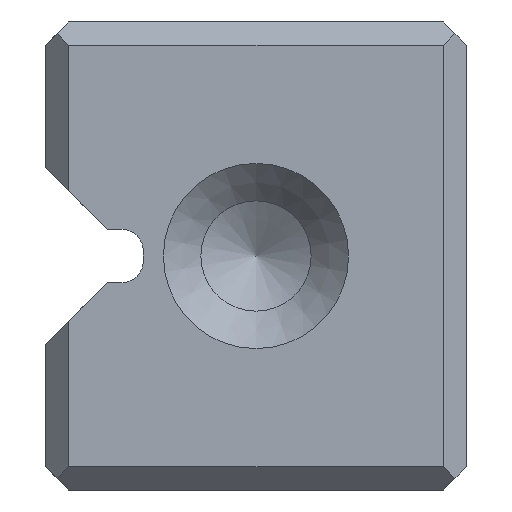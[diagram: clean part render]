
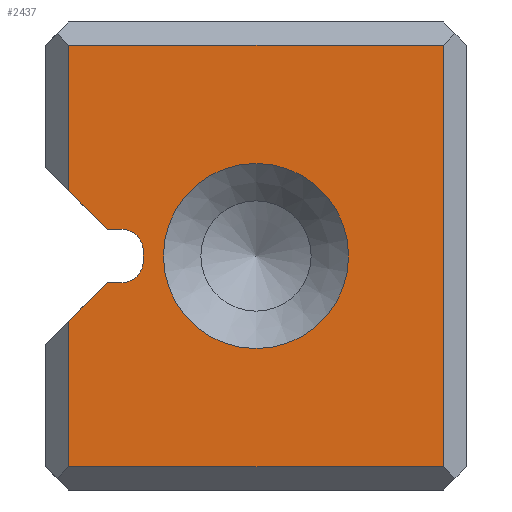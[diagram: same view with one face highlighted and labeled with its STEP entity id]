
A CAD part, left-side view. The second image highlights one B-rep face of the part: STEP entity #2437.
In plain terms, the highlighted planar face has unit normal (-1, 0, 0).
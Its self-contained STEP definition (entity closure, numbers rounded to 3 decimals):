
#2437=ADVANCED_FACE('',(#3266,#3267),#2785,.T.);
#2785=PLANE('',#8356);
#3019=CIRCLE('',#8353,4.35);
#3020=CIRCLE('',#8354,1.);
#3021=CIRCLE('',#8355,1.);
#3266=FACE_BOUND('',#3384,.T.);
#3267=FACE_BOUND('',#3385,.T.);
#3384=EDGE_LOOP('',(#4010));
#3385=EDGE_LOOP('',(#4011,#4012,#4013,#4014,#4015,#4016,#4017,#4018,#4019,
#4020,#4021,#4022));
#4010=ORIENTED_EDGE('',*,*,#6376,.T.);
#4011=ORIENTED_EDGE('',*,*,#6377,.T.);
#4012=ORIENTED_EDGE('',*,*,#6378,.T.);
#4013=ORIENTED_EDGE('',*,*,#6379,.T.);
#4014=ORIENTED_EDGE('',*,*,#6380,.T.);
#4015=ORIENTED_EDGE('',*,*,#6381,.T.);
#4016=ORIENTED_EDGE('',*,*,#6382,.T.);
#4017=ORIENTED_EDGE('',*,*,#6383,.T.);
#4018=ORIENTED_EDGE('',*,*,#6384,.T.);
#4019=ORIENTED_EDGE('',*,*,#6385,.T.);
#4020=ORIENTED_EDGE('',*,*,#6386,.F.);
#4021=ORIENTED_EDGE('',*,*,#6387,.F.);
#4022=ORIENTED_EDGE('',*,*,#6388,.T.);
#5774=VERTEX_POINT('',#10616);
#5775=VERTEX_POINT('',#10618);
#5776=VERTEX_POINT('',#10619);
#5777=VERTEX_POINT('',#10621);
#5778=VERTEX_POINT('',#10623);
#5779=VERTEX_POINT('',#10625);
#5780=VERTEX_POINT('',#10627);
#5781=VERTEX_POINT('',#10629);
#5782=VERTEX_POINT('',#10631);
#5783=VERTEX_POINT('',#10633);
#5784=VERTEX_POINT('',#10635);
#5785=VERTEX_POINT('',#10637);
#5786=VERTEX_POINT('',#10639);
#6376=EDGE_CURVE('',#5774,#5774,#3019,.T.);
#6377=EDGE_CURVE('',#5775,#5776,#7177,.T.);
#6378=EDGE_CURVE('',#5776,#5777,#7178,.T.);
#6379=EDGE_CURVE('',#5777,#5778,#7179,.T.);
#6380=EDGE_CURVE('',#5778,#5779,#7180,.T.);
#6381=EDGE_CURVE('',#5779,#5780,#7181,.T.);
#6382=EDGE_CURVE('',#5780,#5781,#7182,.T.);
#6383=EDGE_CURVE('',#5781,#5782,#3020,.T.);
#6384=EDGE_CURVE('',#5782,#5783,#7183,.T.);
#6385=EDGE_CURVE('',#5783,#5784,#3021,.T.);
#6386=EDGE_CURVE('',#5785,#5784,#7184,.T.);
#6387=EDGE_CURVE('',#5786,#5785,#7185,.T.);
#6388=EDGE_CURVE('',#5786,#5775,#7186,.T.);
#7177=LINE('',#10617,#7839);
#7178=LINE('',#10620,#7840);
#7179=LINE('',#10622,#7841);
#7180=LINE('',#10624,#7842);
#7181=LINE('',#10626,#7843);
#7182=LINE('',#10628,#7844);
#7183=LINE('',#10632,#7845);
#7184=LINE('',#10636,#7846);
#7185=LINE('',#10638,#7847);
#7186=LINE('',#10640,#7848);
#7839=VECTOR('',#8816,1.);
#7840=VECTOR('',#8817,1.);
#7841=VECTOR('',#8818,1.);
#7842=VECTOR('',#8819,1.);
#7843=VECTOR('',#8820,1.);
#7844=VECTOR('',#8821,1.);
#7845=VECTOR('',#8824,1.);
#7846=VECTOR('',#8827,1.);
#7847=VECTOR('',#8828,1.);
#7848=VECTOR('',#8829,1.);
#8353=AXIS2_PLACEMENT_3D('',#10615,#8814,#8815);
#8354=AXIS2_PLACEMENT_3D('',#10630,#8822,#8823);
#8355=AXIS2_PLACEMENT_3D('',#10634,#8825,#8826);
#8356=AXIS2_PLACEMENT_3D('',#10641,#8830,#8831);
#8814=DIRECTION('',(1.,0.,0.));
#8815=DIRECTION('',(0.,0.,-1.));
#8816=DIRECTION('',(0.,-1.,0.));
#8817=DIRECTION('',(0.,0.,1.));
#8818=DIRECTION('',(0.,1.,0.));
#8819=DIRECTION('',(0.,0.,-1.));
#8820=DIRECTION('',(0.,-0.707,-0.707));
#8821=DIRECTION('',(0.,-1.,0.));
#8822=DIRECTION('',(1.,0.,0.));
#8823=DIRECTION('',(0.,0.,1.));
#8824=DIRECTION('',(0.,0.,-1.));
#8825=DIRECTION('',(1.,0.,0.));
#8826=DIRECTION('',(0.,0.,1.));
#8827=DIRECTION('',(0.,-1.,0.));
#8828=DIRECTION('',(0.,-0.707,0.707));
#8829=DIRECTION('',(0.,0.,-1.));
#8830=DIRECTION('',(-1.,0.,0.));
#8831=DIRECTION('',(0.,0.,-1.));
#10615=CARTESIAN_POINT('',(0.,9.9,11.));
#10616=CARTESIAN_POINT('',(0.,9.9,6.65));
#10617=CARTESIAN_POINT('',(0.,9.9,1.1));
#10618=CARTESIAN_POINT('',(0.,18.7,1.1));
#10619=CARTESIAN_POINT('',(0.,1.1,1.1));
#10620=CARTESIAN_POINT('',(0.,1.1,0.));
#10621=CARTESIAN_POINT('',(0.,1.1,20.9));
#10622=CARTESIAN_POINT('',(0.,9.9,20.9));
#10623=CARTESIAN_POINT('',(0.,18.7,20.9));
#10624=CARTESIAN_POINT('',(0.,18.7,0.));
#10625=CARTESIAN_POINT('',(0.,18.7,14.064));
#10626=CARTESIAN_POINT('',(0.,19.8,15.164));
#10627=CARTESIAN_POINT('',(0.,16.886,12.25));
#10628=CARTESIAN_POINT('',(0.,15.2,12.25));
#10629=CARTESIAN_POINT('',(0.,16.2,12.25));
#10630=CARTESIAN_POINT('',(0.,16.2,11.25));
#10631=CARTESIAN_POINT('',(0.,15.2,11.25));
#10632=CARTESIAN_POINT('',(0.,15.2,12.25));
#10633=CARTESIAN_POINT('',(0.,15.2,10.75));
#10634=CARTESIAN_POINT('',(0.,16.2,10.75));
#10635=CARTESIAN_POINT('',(0.,16.2,9.75));
#10636=CARTESIAN_POINT('',(0.,15.2,9.75));
#10637=CARTESIAN_POINT('',(0.,16.886,9.75));
#10638=CARTESIAN_POINT('',(0.,19.8,6.836));
#10639=CARTESIAN_POINT('',(0.,18.7,7.936));
#10640=CARTESIAN_POINT('',(0.,18.7,0.));
#10641=CARTESIAN_POINT('',(0.,9.9,0.));
